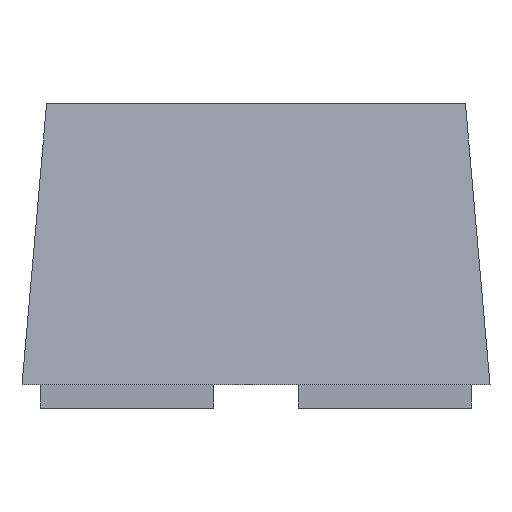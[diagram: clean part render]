
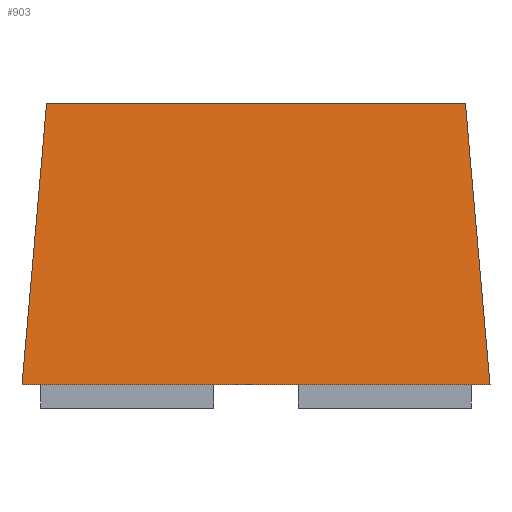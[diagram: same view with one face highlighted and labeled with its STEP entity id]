
A CAD part, left-side view. The second image highlights one B-rep face of the part: STEP entity #903.
In plain terms, the highlighted planar face has unit normal (-0.996, 0, 0.087).
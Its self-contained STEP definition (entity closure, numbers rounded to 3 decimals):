
#787 = EDGE_CURVE('',#788,#790,#792,.T.);
#788 = VERTEX_POINT('',#789);
#789 = CARTESIAN_POINT('',(-0.5,0.5,0.05));
#790 = VERTEX_POINT('',#791);
#791 = CARTESIAN_POINT('',(-0.448,0.448,0.65));
#792 = SURFACE_CURVE('',#793,(#797,#809),.PCURVE_S1.);
#793 = LINE('',#794,#795);
#794 = CARTESIAN_POINT('',(-0.496,0.496,
    0.093));
#795 = VECTOR('',#796,1.);
#796 = DIRECTION('',(0.087,-0.087,
    0.992));
#797 = PCURVE('',#798,#803);
#798 = PLANE('',#799);
#799 = AXIS2_PLACEMENT_3D('',#800,#801,#802);
#800 = CARTESIAN_POINT('',(-0.5,0.5,0.05));
#801 = DIRECTION('',(0.,0.996,0.087));
#802 = DIRECTION('',(1.,0.,0.));
#803 = DEFINITIONAL_REPRESENTATION('',(#804),#808);
#804 = LINE('',#805,#806);
#805 = CARTESIAN_POINT('',(0.004,-0.043));
#806 = VECTOR('',#807,1.);
#807 = DIRECTION('',(0.087,-0.996));
#808 = ( GEOMETRIC_REPRESENTATION_CONTEXT(2) 
PARAMETRIC_REPRESENTATION_CONTEXT() REPRESENTATION_CONTEXT('2D SPACE',''
  ) );
#809 = PCURVE('',#810,#815);
#810 = PLANE('',#811);
#811 = AXIS2_PLACEMENT_3D('',#812,#813,#814);
#812 = CARTESIAN_POINT('',(-0.5,-0.5,0.05));
#813 = DIRECTION('',(-0.996,0.,0.087));
#814 = DIRECTION('',(0.,1.,0.));
#815 = DEFINITIONAL_REPRESENTATION('',(#816),#820);
#816 = LINE('',#817,#818);
#817 = CARTESIAN_POINT('',(0.996,-0.043));
#818 = VECTOR('',#819,1.);
#819 = DIRECTION('',(-0.087,-0.996));
#820 = ( GEOMETRIC_REPRESENTATION_CONTEXT(2) 
PARAMETRIC_REPRESENTATION_CONTEXT() REPRESENTATION_CONTEXT('2D SPACE',''
  ) );
#838 = PLANE('',#839);
#839 = AXIS2_PLACEMENT_3D('',#840,#841,#842);
#840 = CARTESIAN_POINT('',(0.,0.,0.65));
#841 = DIRECTION('',(-0.,-0.,-1.));
#842 = DIRECTION('',(-1.,0.,0.));
#892 = PLANE('',#893);
#893 = AXIS2_PLACEMENT_3D('',#894,#895,#896);
#894 = CARTESIAN_POINT('',(0.,0.,0.05));
#895 = DIRECTION('',(-0.,-0.,-1.));
#896 = DIRECTION('',(-1.,0.,0.));
#903 = ADVANCED_FACE('',(#904),#810,.T.);
#904 = FACE_BOUND('',#905,.T.);
#905 = EDGE_LOOP('',(#906,#936,#957,#958));
#906 = ORIENTED_EDGE('',*,*,#907,.T.);
#907 = EDGE_CURVE('',#908,#910,#912,.T.);
#908 = VERTEX_POINT('',#909);
#909 = CARTESIAN_POINT('',(-0.5,-0.5,0.05));
#910 = VERTEX_POINT('',#911);
#911 = CARTESIAN_POINT('',(-0.448,-0.448,0.65));
#912 = SURFACE_CURVE('',#913,(#917,#924),.PCURVE_S1.);
#913 = LINE('',#914,#915);
#914 = CARTESIAN_POINT('',(-0.496,-0.496,
    0.093));
#915 = VECTOR('',#916,1.);
#916 = DIRECTION('',(0.087,0.087,
    0.992));
#917 = PCURVE('',#810,#918);
#918 = DEFINITIONAL_REPRESENTATION('',(#919),#923);
#919 = LINE('',#920,#921);
#920 = CARTESIAN_POINT('',(0.004,-0.043));
#921 = VECTOR('',#922,1.);
#922 = DIRECTION('',(0.087,-0.996));
#923 = ( GEOMETRIC_REPRESENTATION_CONTEXT(2) 
PARAMETRIC_REPRESENTATION_CONTEXT() REPRESENTATION_CONTEXT('2D SPACE',''
  ) );
#924 = PCURVE('',#925,#930);
#925 = PLANE('',#926);
#926 = AXIS2_PLACEMENT_3D('',#927,#928,#929);
#927 = CARTESIAN_POINT('',(0.5,-0.5,0.05));
#928 = DIRECTION('',(0.,-0.996,0.087));
#929 = DIRECTION('',(-1.,0.,0.));
#930 = DEFINITIONAL_REPRESENTATION('',(#931),#935);
#931 = LINE('',#932,#933);
#932 = CARTESIAN_POINT('',(0.996,-0.043));
#933 = VECTOR('',#934,1.);
#934 = DIRECTION('',(-0.087,-0.996));
#935 = ( GEOMETRIC_REPRESENTATION_CONTEXT(2) 
PARAMETRIC_REPRESENTATION_CONTEXT() REPRESENTATION_CONTEXT('2D SPACE',''
  ) );
#936 = ORIENTED_EDGE('',*,*,#937,.T.);
#937 = EDGE_CURVE('',#910,#790,#938,.T.);
#938 = SURFACE_CURVE('',#939,(#943,#950),.PCURVE_S1.);
#939 = LINE('',#940,#941);
#940 = CARTESIAN_POINT('',(-0.448,-0.25,0.65));
#941 = VECTOR('',#942,1.);
#942 = DIRECTION('',(0.,1.,0.));
#943 = PCURVE('',#810,#944);
#944 = DEFINITIONAL_REPRESENTATION('',(#945),#949);
#945 = LINE('',#946,#947);
#946 = CARTESIAN_POINT('',(0.25,-0.602));
#947 = VECTOR('',#948,1.);
#948 = DIRECTION('',(1.,0.));
#949 = ( GEOMETRIC_REPRESENTATION_CONTEXT(2) 
PARAMETRIC_REPRESENTATION_CONTEXT() REPRESENTATION_CONTEXT('2D SPACE',''
  ) );
#950 = PCURVE('',#838,#951);
#951 = DEFINITIONAL_REPRESENTATION('',(#952),#956);
#952 = LINE('',#953,#954);
#953 = CARTESIAN_POINT('',(0.448,-0.25));
#954 = VECTOR('',#955,1.);
#955 = DIRECTION('',(0.,1.));
#956 = ( GEOMETRIC_REPRESENTATION_CONTEXT(2) 
PARAMETRIC_REPRESENTATION_CONTEXT() REPRESENTATION_CONTEXT('2D SPACE',''
  ) );
#957 = ORIENTED_EDGE('',*,*,#787,.F.);
#958 = ORIENTED_EDGE('',*,*,#959,.F.);
#959 = EDGE_CURVE('',#908,#788,#960,.T.);
#960 = SURFACE_CURVE('',#961,(#965,#972),.PCURVE_S1.);
#961 = LINE('',#962,#963);
#962 = CARTESIAN_POINT('',(-0.5,-0.25,0.05));
#963 = VECTOR('',#964,1.);
#964 = DIRECTION('',(0.,1.,0.));
#965 = PCURVE('',#810,#966);
#966 = DEFINITIONAL_REPRESENTATION('',(#967),#971);
#967 = LINE('',#968,#969);
#968 = CARTESIAN_POINT('',(0.25,0.));
#969 = VECTOR('',#970,1.);
#970 = DIRECTION('',(1.,0.));
#971 = ( GEOMETRIC_REPRESENTATION_CONTEXT(2) 
PARAMETRIC_REPRESENTATION_CONTEXT() REPRESENTATION_CONTEXT('2D SPACE',''
  ) );
#972 = PCURVE('',#892,#973);
#973 = DEFINITIONAL_REPRESENTATION('',(#974),#978);
#974 = LINE('',#975,#976);
#975 = CARTESIAN_POINT('',(0.5,-0.25));
#976 = VECTOR('',#977,1.);
#977 = DIRECTION('',(0.,1.));
#978 = ( GEOMETRIC_REPRESENTATION_CONTEXT(2) 
PARAMETRIC_REPRESENTATION_CONTEXT() REPRESENTATION_CONTEXT('2D SPACE',''
  ) );
